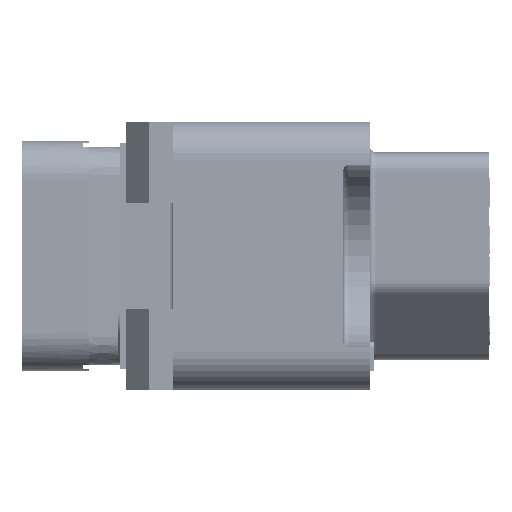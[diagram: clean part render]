
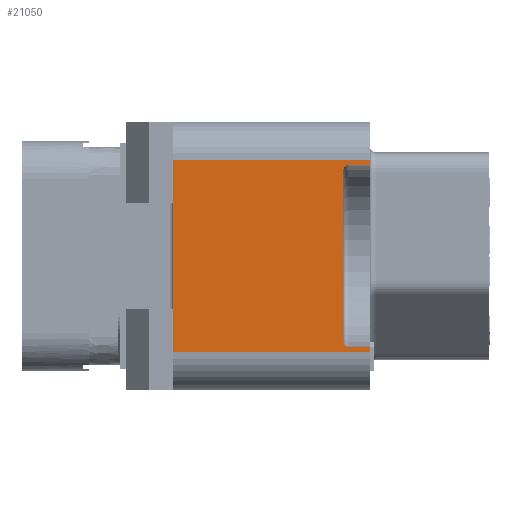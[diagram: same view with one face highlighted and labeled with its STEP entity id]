
A CAD part, left-side view. The second image highlights one B-rep face of the part: STEP entity #21050.
In plain terms, the highlighted planar face has unit normal (-1, 0, 0).
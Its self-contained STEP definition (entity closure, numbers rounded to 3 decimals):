
#843=DIRECTION('',(0.,-1.,0.));
#844=VECTOR('',#843,10.25);
#845=CARTESIAN_POINT('',(-40.,10.25,5.));
#846=LINE('',#845,#844);
#852=DIRECTION('',(0.,0.,1.));
#853=VECTOR('',#852,8.9);
#854=CARTESIAN_POINT('',(-40.,1.4,-4.45));
#855=LINE('',#854,#853);
#856=DIRECTION('',(0.,1.,0.));
#857=VECTOR('',#856,1.1);
#858=CARTESIAN_POINT('',(-40.,0.,-4.75));
#859=LINE('',#858,#857);
#860=DIRECTION('',(0.,0.,-1.));
#861=VECTOR('',#860,0.25);
#862=CARTESIAN_POINT('',(-40.,0.,-4.75));
#863=LINE('',#862,#861);
#864=DIRECTION('',(0.,0.,-1.));
#865=VECTOR('',#864,0.25);
#866=CARTESIAN_POINT('',(-40.,0.,5.));
#867=LINE('',#866,#865);
#868=DIRECTION('',(0.,1.,0.));
#869=VECTOR('',#868,1.1);
#870=CARTESIAN_POINT('',(-40.,0.,4.75));
#871=LINE('',#870,#869);
#895=CARTESIAN_POINT('',(-40.,1.1,-4.45));
#896=DIRECTION('',(1.,0.,0.));
#897=DIRECTION('',(0.,0.,-1.));
#898=AXIS2_PLACEMENT_3D('',#895,#896,#897);
#919=CARTESIAN_POINT('',(-40.,1.1,4.45));
#920=DIRECTION('',(1.,0.,0.));
#921=DIRECTION('',(0.,1.,0.));
#922=AXIS2_PLACEMENT_3D('',#919,#920,#921);
#1123=DIRECTION('',(0.,0.,-1.));
#1124=VECTOR('',#1123,10.);
#1125=CARTESIAN_POINT('',(-40.,10.25,5.));
#1126=LINE('',#1125,#1124);
#1664=DIRECTION('',(0.,1.,0.));
#1665=VECTOR('',#1664,10.25);
#1666=CARTESIAN_POINT('',(-40.,0.,-5.));
#1667=LINE('',#1666,#1665);
#15615=CARTESIAN_POINT('',(-40.,0.,5.));
#15616=VERTEX_POINT('',#15615);
#15617=CARTESIAN_POINT('',(-40.,10.25,5.));
#15618=VERTEX_POINT('',#15617);
#15623=CARTESIAN_POINT('',(-40.,10.25,-5.));
#15624=VERTEX_POINT('',#15623);
#15625=CARTESIAN_POINT('',(-40.,0.,-5.));
#15626=VERTEX_POINT('',#15625);
#15635=CARTESIAN_POINT('',(-40.,0.,-4.75));
#15637=VERTEX_POINT('',#15635);
#15641=CARTESIAN_POINT('',(-40.,0.,4.75));
#15642=VERTEX_POINT('',#15641);
#15852=CARTESIAN_POINT('',(-40.,1.4,-4.45));
#15854=VERTEX_POINT('',#15852);
#15856=CARTESIAN_POINT('',(-40.,1.1,-4.75));
#15858=VERTEX_POINT('',#15856);
#15863=CARTESIAN_POINT('',(-40.,1.4,4.45));
#15864=VERTEX_POINT('',#15863);
#15865=CARTESIAN_POINT('',(-40.,1.1,4.75));
#15866=VERTEX_POINT('',#15865);
#21026=CARTESIAN_POINT('',(-40.,0.,7.));
#21027=DIRECTION('',(-1.,0.,0.));
#21028=DIRECTION('',(0.,1.,0.));
#21029=AXIS2_PLACEMENT_3D('',#21026,#21027,#21028);
#21030=PLANE('',#21029);
#21032=ORIENTED_EDGE('',*,*,#21031,.F.);
#21034=ORIENTED_EDGE('',*,*,#21033,.F.);
#21036=ORIENTED_EDGE('',*,*,#21035,.F.);
#21037=ORIENTED_EDGE('',*,*,#20822,.T.);
#21039=ORIENTED_EDGE('',*,*,#21038,.T.);
#21041=ORIENTED_EDGE('',*,*,#21040,.F.);
#21042=ORIENTED_EDGE('',*,*,#21019,.T.);
#21043=ORIENTED_EDGE('',*,*,#20830,.T.);
#21045=ORIENTED_EDGE('',*,*,#21044,.T.);
#21047=ORIENTED_EDGE('',*,*,#21046,.F.);
#21048=EDGE_LOOP('',(#21032,#21034,#21036,#21037,#21039,#21041,#21042,#21043,
#21045,#21047));
#21049=FACE_OUTER_BOUND('',#21048,.F.);
#21050=ADVANCED_FACE('',(#21049),#21030,.T.);
#899=CIRCLE('',#898,0.3);
#923=CIRCLE('',#922,0.3);
#20822=EDGE_CURVE('',#15637,#15626,#863,.T.);
#20830=EDGE_CURVE('',#15616,#15642,#867,.T.);
#21019=EDGE_CURVE('',#15618,#15616,#846,.T.);
#21031=EDGE_CURVE('',#15854,#15864,#855,.T.);
#21033=EDGE_CURVE('',#15858,#15854,#899,.T.);
#21035=EDGE_CURVE('',#15637,#15858,#859,.T.);
#21038=EDGE_CURVE('',#15626,#15624,#1667,.T.);
#21040=EDGE_CURVE('',#15618,#15624,#1126,.T.);
#21044=EDGE_CURVE('',#15642,#15866,#871,.T.);
#21046=EDGE_CURVE('',#15864,#15866,#923,.T.);
